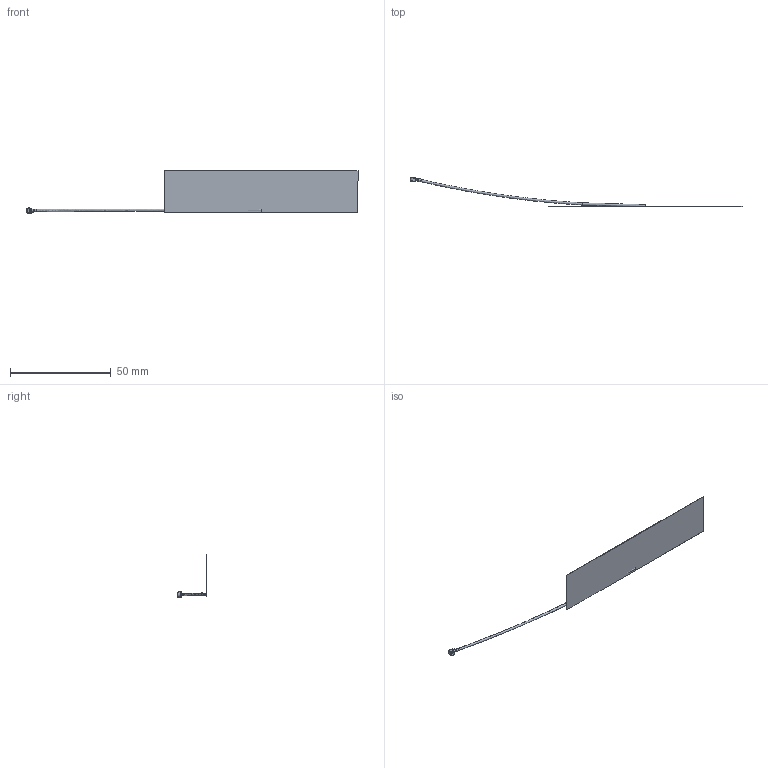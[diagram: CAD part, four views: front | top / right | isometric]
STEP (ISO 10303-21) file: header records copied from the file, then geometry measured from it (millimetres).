
FILE_DESCRIPTION (( 'STEP AP214' ), '1' );
FILE_NAME ('HG72705FPU-UFL.STEP', '2018-01-18T17:27:31', ( '' ), ( '' ), 'SwSTEP 2.0', 'SolidWorks 2014', '' );
FILE_SCHEMA (( 'AUTOMOTIVE_DESIGN' ));
Length unit declared in the file: inch
Products named in the file (4): HG72705FPU-UFL; HG72705FPU-UFL_1.13mm Coax; HG72705FPU-UFL_CONNECTOR; HG72705FPU-UFL_PCB
Assembly tree (3 placements, depth 2):
  HG72705FPU-UFL
    HG72705FPU-UFL_1.13mm Coax
    HG72705FPU-UFL_CONNECTOR
    HG72705FPU-UFL_PCB
Bounding box: 164.96 x 14.86 x 21.15 mm (x, y, z)
Volume: 519.7 mm3; surface area: 4545.1 mm2
Topology: 3 solids, 3 shells, 90 faces, 235 edges, 147 vertices
Faces by surface type: plane 47, cylinder 31, torus 6, bspline 4, sphere 2
Full cylindrical faces by diameter (mm): 0.434 x1, 1.13 x1, 1.131 x1, 1.321 x1, 2.159 x1, 2.601 x1
Entity records: 3132 total; most frequent: CARTESIAN_POINT 837, DIRECTION 439, ORIENTED_EDGE 432, EDGE_CURVE 216, AXIS2_PLACEMENT_3D 165, VERTEX_POINT 139, LINE 109, VECTOR 109
